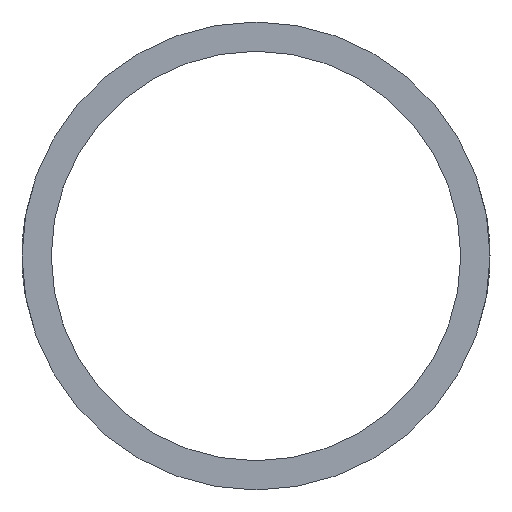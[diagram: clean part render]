
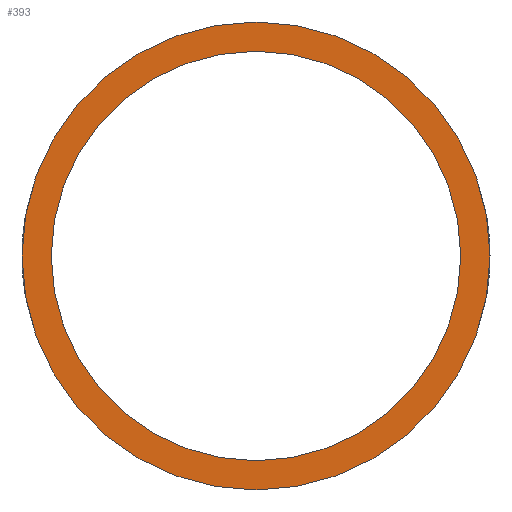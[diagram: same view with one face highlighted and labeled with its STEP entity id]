
A CAD part, left-side view. The second image highlights one B-rep face of the part: STEP entity #393.
In plain terms, the highlighted planar face has unit normal (-1, 0, 0).
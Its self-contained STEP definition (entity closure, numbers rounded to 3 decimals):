
#56 = ORIENTED_EDGE ( 'NONE', *, *, #76, .T. ) ;
#59 = VERTEX_POINT ( 'NONE', #485 ) ;
#62 = CIRCLE ( 'NONE', #239, 8. ) ;
#76 = EDGE_CURVE ( 'NONE', #456, #104, #245, .T. ) ;
#82 = DIRECTION ( 'NONE',  ( 1., 0., 0. ) ) ;
#84 = EDGE_CURVE ( 'NONE', #104, #456, #426, .T. ) ;
#86 = DIRECTION ( 'NONE',  ( 0., 0., -1. ) ) ;
#88 = AXIS2_PLACEMENT_3D ( 'NONE', #491, #231, #92 ) ;
#92 = DIRECTION ( 'NONE',  ( 0., 0., -1. ) ) ;
#104 = VERTEX_POINT ( 'NONE', #447 ) ;
#105 = CARTESIAN_POINT ( 'NONE',  ( 0., 0., -8. ) ) ;
#152 = VERTEX_POINT ( 'NONE', #105 ) ;
#168 = ORIENTED_EDGE ( 'NONE', *, *, #566, .F. ) ;
#181 = CARTESIAN_POINT ( 'NONE',  ( 0., 0., 0. ) ) ;
#182 = CARTESIAN_POINT ( 'NONE',  ( 0., 0., 7. ) ) ;
#188 = EDGE_LOOP ( 'NONE', ( #168, #326 ) ) ;
#200 = ORIENTED_EDGE ( 'NONE', *, *, #84, .T. ) ;
#231 = DIRECTION ( 'NONE',  ( 1., 0., 0. ) ) ;
#239 = AXIS2_PLACEMENT_3D ( 'NONE', #544, #268, #314 ) ;
#245 = CIRCLE ( 'NONE', #573, 7. ) ;
#258 = FACE_OUTER_BOUND ( 'NONE', #188, .T. ) ;
#261 = DIRECTION ( 'NONE',  ( 0., 0., -1. ) ) ;
#263 = PLANE ( 'NONE',  #272 ) ;
#268 = DIRECTION ( 'NONE',  ( 1., 0., 0. ) ) ;
#272 = AXIS2_PLACEMENT_3D ( 'NONE', #443, #82, #400 ) ;
#303 = FACE_BOUND ( 'NONE', #392, .T. ) ;
#314 = DIRECTION ( 'NONE',  ( 0., 0., -1. ) ) ;
#326 = ORIENTED_EDGE ( 'NONE', *, *, #469, .F. ) ;
#392 = EDGE_LOOP ( 'NONE', ( #56, #200 ) ) ;
#393 = ADVANCED_FACE ( 'NONE', ( #258, #303 ), #263, .F. ) ;
#396 = AXIS2_PLACEMENT_3D ( 'NONE', #181, #483, #261 ) ;
#399 = CARTESIAN_POINT ( 'NONE',  ( 0., 0., 0. ) ) ;
#400 = DIRECTION ( 'NONE',  ( 0., 0., -1. ) ) ;
#426 = CIRCLE ( 'NONE', #396, 7. ) ;
#443 = CARTESIAN_POINT ( 'NONE',  ( 0., 0., 0. ) ) ;
#445 = CIRCLE ( 'NONE', #88, 8. ) ;
#447 = CARTESIAN_POINT ( 'NONE',  ( 0., 0., -7. ) ) ;
#456 = VERTEX_POINT ( 'NONE', #182 ) ;
#469 = EDGE_CURVE ( 'NONE', #152, #59, #445, .T. ) ;
#483 = DIRECTION ( 'NONE',  ( 1., 0., 0. ) ) ;
#485 = CARTESIAN_POINT ( 'NONE',  ( 0., 0., 8. ) ) ;
#491 = CARTESIAN_POINT ( 'NONE',  ( 0., 0., 0. ) ) ;
#544 = CARTESIAN_POINT ( 'NONE',  ( 0., 0., 0. ) ) ;
#566 = EDGE_CURVE ( 'NONE', #59, #152, #62, .T. ) ;
#572 = DIRECTION ( 'NONE',  ( 1., 0., 0. ) ) ;
#573 = AXIS2_PLACEMENT_3D ( 'NONE', #399, #572, #86 ) ;
